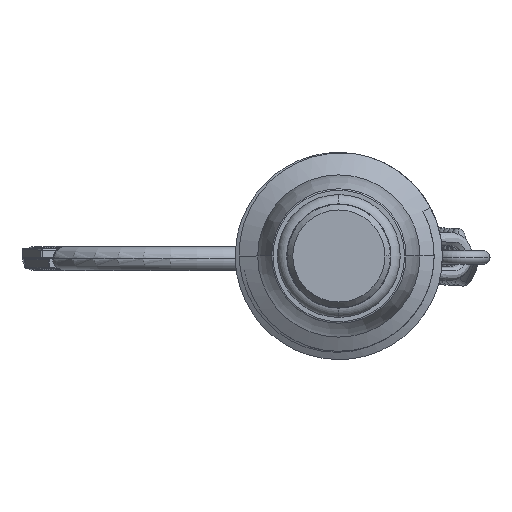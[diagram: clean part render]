
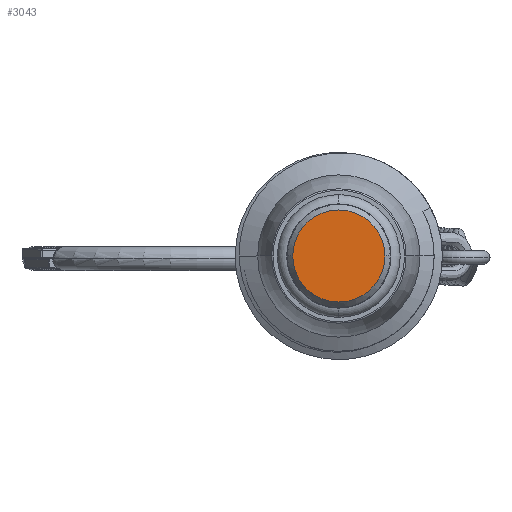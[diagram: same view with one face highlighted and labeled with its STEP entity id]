
A CAD part, left-side view. The second image highlights one B-rep face of the part: STEP entity #3043.
In plain terms, the highlighted planar face has unit normal (-1, 0, 0).
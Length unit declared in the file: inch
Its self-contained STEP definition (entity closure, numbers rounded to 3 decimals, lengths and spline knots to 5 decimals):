
#481 = VERTEX_POINT ( 'NONE', #8899 ) ;
#800 = DIRECTION ( 'NONE',  ( -1., 0., 0. ) ) ;
#855 = AXIS2_PLACEMENT_3D ( 'NONE', #3839, #800, #2317 ) ;
#912 = EDGE_LOOP ( 'NONE', ( #2430, #9856 ) ) ;
#1322 = DIRECTION ( 'NONE',  ( 0., 1., 0. ) ) ;
#2317 = DIRECTION ( 'NONE',  ( 0., -1., 0. ) ) ;
#2430 = ORIENTED_EDGE ( 'NONE', *, *, #6381, .F. ) ;
#3043 = ADVANCED_FACE ( 'NONE', ( #6605 ), #5400, .T. ) ;
#3498 = DIRECTION ( 'NONE',  ( 0., 1., 0. ) ) ;
#3839 = CARTESIAN_POINT ( 'NONE',  ( -1.0025, 0., 0. ) ) ;
#4232 = CARTESIAN_POINT ( 'NONE',  ( -1.0025, -0.21292, 0. ) ) ;
#4917 = CARTESIAN_POINT ( 'NONE',  ( -1.0025, 0., 0. ) ) ;
#4926 = CIRCLE ( 'NONE', #8116, 0.21292 ) ;
#5177 = AXIS2_PLACEMENT_3D ( 'NONE', #4917, #9531, #3498 ) ;
#5400 = PLANE ( 'NONE',  #855 ) ;
#5983 = CIRCLE ( 'NONE', #5177, 0.21292 ) ;
#6381 = EDGE_CURVE ( 'NONE', #481, #6406, #4926, .T. ) ;
#6406 = VERTEX_POINT ( 'NONE', #4232 ) ;
#6605 = FACE_OUTER_BOUND ( 'NONE', #912, .T. ) ;
#6711 = DIRECTION ( 'NONE',  ( 1., 0., 0. ) ) ;
#8116 = AXIS2_PLACEMENT_3D ( 'NONE', #8239, #6711, #1322 ) ;
#8239 = CARTESIAN_POINT ( 'NONE',  ( -1.0025, 0., 0. ) ) ;
#8791 = EDGE_CURVE ( 'NONE', #6406, #481, #5983, .T. ) ;
#8899 = CARTESIAN_POINT ( 'NONE',  ( -1.0025, 0.21292, 0. ) ) ;
#9531 = DIRECTION ( 'NONE',  ( 1., 0., 0. ) ) ;
#9856 = ORIENTED_EDGE ( 'NONE', *, *, #8791, .F. ) ;
